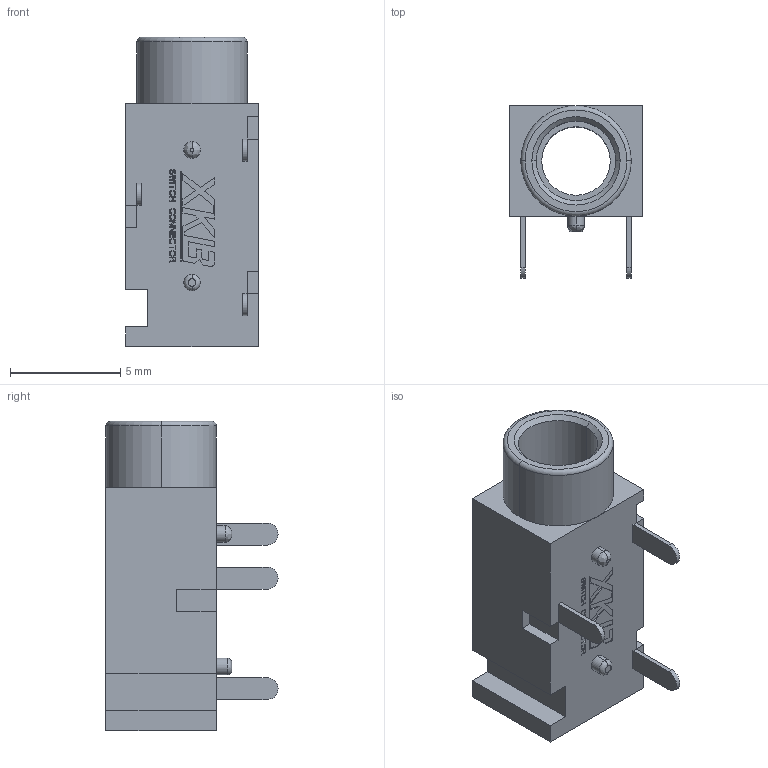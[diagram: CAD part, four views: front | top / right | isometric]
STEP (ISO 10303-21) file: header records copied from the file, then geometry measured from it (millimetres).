
FILE_DESCRIPTION((''),'2;1');
FILE_NAME('PJ-3200','2020-04-10T',('Administrator'),(''),'PRO/ENGINEER BY PARAMETRIC TECHNOLOGY CORPORATION, 2010280','PRO/ENGINEER BY PARAMETRIC TECHNOLOGY CORPORATION, 2010280','');
FILE_SCHEMA(('CONFIG_CONTROL_DESIGN'));
Length unit declared in the file: millimetre
Products named in the file (1): PJ-3200
Bounding box: 6 x 7.8 x 14 mm (x, y, z)
Volume: 262.1 mm3; surface area: 532.4 mm2
Topology: 1 solids, 1 shells, 542 faces, 1514 edges, 1003 vertices
Faces by surface type: plane 511, cylinder 23, bspline 4, torus 2, cone 2
Entity records: 17202 total; most frequent: CARTESIAN_POINT 3167, ORIENTED_EDGE 3028, DIRECTION 2652, EDGE_CURVE 1514, VECTOR 1452, LINE 1452, VERTEX_POINT 1003, AXIS2_PLACEMENT_3D 600
